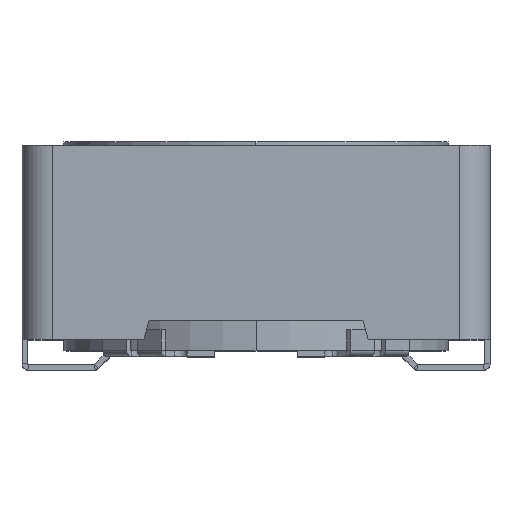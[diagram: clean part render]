
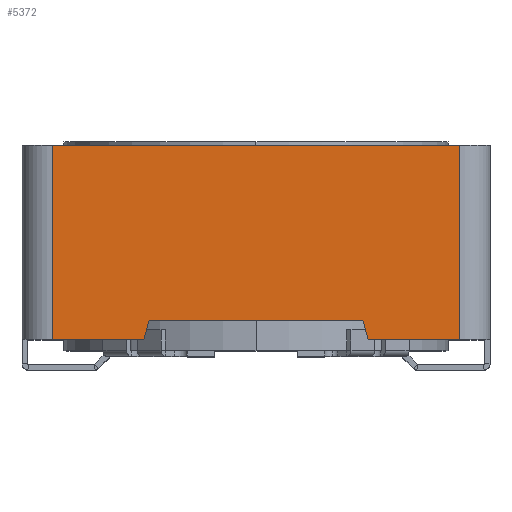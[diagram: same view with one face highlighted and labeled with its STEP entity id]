
A CAD part, top view. The second image highlights one B-rep face of the part: STEP entity #5372.
In plain terms, the highlighted planar face has unit normal (0, 0, 1).
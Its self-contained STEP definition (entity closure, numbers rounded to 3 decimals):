
#12 = ORIENTED_EDGE ( 'NONE', *, *, #3085, .T. ) ;
#227 = DIRECTION ( 'NONE',  ( 0., 0., -1. ) ) ;
#354 = CARTESIAN_POINT ( 'NONE',  ( 2.812, 1.3, 6.15 ) ) ;
#436 = VECTOR ( 'NONE', #1426, 1000. ) ;
#781 = FACE_OUTER_BOUND ( 'NONE', #1170, .T. ) ;
#865 = VECTOR ( 'NONE', #3239, 1000. ) ;
#951 = CARTESIAN_POINT ( 'NONE',  ( 6.15, 0.8, 6.15 ) ) ;
#1170 = EDGE_LOOP ( 'NONE', ( #5282, #5361, #2654, #12, #2495, #3263, #4724, #2231 ) ) ;
#1426 = DIRECTION ( 'NONE',  ( 0., 1., 0. ) ) ;
#1612 = EDGE_CURVE ( 'NONE', #5782, #4225, #4678, .T. ) ;
#1656 = EDGE_CURVE ( 'NONE', #2937, #4225, #5920, .T. ) ;
#1942 = VERTEX_POINT ( 'NONE', #6677 ) ;
#1991 = DIRECTION ( 'NONE',  ( 0., -1., 0. ) ) ;
#2074 = VERTEX_POINT ( 'NONE', #2167 ) ;
#2167 = CARTESIAN_POINT ( 'NONE',  ( -5.35, 0.8, 6.15 ) ) ;
#2231 = ORIENTED_EDGE ( 'NONE', *, *, #1612, .T. ) ;
#2256 = LINE ( 'NONE', #951, #3496 ) ;
#2338 = PLANE ( 'NONE',  #6657 ) ;
#2495 = ORIENTED_EDGE ( 'NONE', *, *, #6070, .F. ) ;
#2654 = ORIENTED_EDGE ( 'NONE', *, *, #6795, .T. ) ;
#2759 = VECTOR ( 'NONE', #4084, 1000. ) ;
#2807 = VECTOR ( 'NONE', #1991, 1000. ) ;
#2937 = VERTEX_POINT ( 'NONE', #6716 ) ;
#3050 = LINE ( 'NONE', #4120, #2807 ) ;
#3085 = EDGE_CURVE ( 'NONE', #5229, #1942, #4200, .T. ) ;
#3180 = VECTOR ( 'NONE', #5298, 1000. ) ;
#3230 = CARTESIAN_POINT ( 'NONE',  ( 2.946, 0.8, 6.15 ) ) ;
#3239 = DIRECTION ( 'NONE',  ( 0.259, 0.966, 0. ) ) ;
#3253 = DIRECTION ( 'NONE',  ( 0.259, -0.966, 0. ) ) ;
#3263 = ORIENTED_EDGE ( 'NONE', *, *, #5758, .T. ) ;
#3346 = CARTESIAN_POINT ( 'NONE',  ( 5.35, 0.8, 6.15 ) ) ;
#3421 = CARTESIAN_POINT ( 'NONE',  ( 6.15, 29.395, 6.15 ) ) ;
#3496 = VECTOR ( 'NONE', #4746, 1000. ) ;
#3770 = CARTESIAN_POINT ( 'NONE',  ( -2.946, 0.8, 6.15 ) ) ;
#3827 = LINE ( 'NONE', #6441, #4410 ) ;
#3953 = DIRECTION ( 'NONE',  ( -1., 0., 0. ) ) ;
#4084 = DIRECTION ( 'NONE',  ( -1., 0., 0. ) ) ;
#4102 = CARTESIAN_POINT ( 'NONE',  ( -2.812, 1.3, 6.15 ) ) ;
#4120 = CARTESIAN_POINT ( 'NONE',  ( -5.35, 29.395, 6.15 ) ) ;
#4200 = LINE ( 'NONE', #4102, #865 ) ;
#4225 = VERTEX_POINT ( 'NONE', #6416 ) ;
#4410 = VECTOR ( 'NONE', #3253, 1000. ) ;
#4678 = LINE ( 'NONE', #6302, #436 ) ;
#4724 = ORIENTED_EDGE ( 'NONE', *, *, #6111, .T. ) ;
#4746 = DIRECTION ( 'NONE',  ( 1., 0., 0. ) ) ;
#5070 = LINE ( 'NONE', #6746, #2759 ) ;
#5229 = VERTEX_POINT ( 'NONE', #3770 ) ;
#5279 = CARTESIAN_POINT ( 'NONE',  ( -5.35, 5.9, 6.15 ) ) ;
#5282 = ORIENTED_EDGE ( 'NONE', *, *, #1656, .F. ) ;
#5298 = DIRECTION ( 'NONE',  ( 1., 0., 0. ) ) ;
#5361 = ORIENTED_EDGE ( 'NONE', *, *, #5516, .T. ) ;
#5372 = ADVANCED_FACE ( 'NONE', ( #781 ), #2338, .F. ) ;
#5516 = EDGE_CURVE ( 'NONE', #2937, #2074, #3050, .T. ) ;
#5683 = CARTESIAN_POINT ( 'NONE',  ( 6.15, 0.8, 6.15 ) ) ;
#5724 = VERTEX_POINT ( 'NONE', #3230 ) ;
#5734 = VECTOR ( 'NONE', #6768, 1000. ) ;
#5758 = EDGE_CURVE ( 'NONE', #6723, #5724, #3827, .T. ) ;
#5782 = VERTEX_POINT ( 'NONE', #3346 ) ;
#5920 = LINE ( 'NONE', #5279, #3180 ) ;
#6070 = EDGE_CURVE ( 'NONE', #6723, #1942, #5070, .T. ) ;
#6111 = EDGE_CURVE ( 'NONE', #5724, #5782, #6408, .T. ) ;
#6302 = CARTESIAN_POINT ( 'NONE',  ( 5.35, 29.395, 6.15 ) ) ;
#6408 = LINE ( 'NONE', #5683, #5734 ) ;
#6416 = CARTESIAN_POINT ( 'NONE',  ( 5.35, 5.9, 6.15 ) ) ;
#6441 = CARTESIAN_POINT ( 'NONE',  ( 2.812, 1.3, 6.15 ) ) ;
#6657 = AXIS2_PLACEMENT_3D ( 'NONE', #3421, #227, #3953 ) ;
#6677 = CARTESIAN_POINT ( 'NONE',  ( -2.812, 1.3, 6.15 ) ) ;
#6716 = CARTESIAN_POINT ( 'NONE',  ( -5.35, 5.9, 6.15 ) ) ;
#6723 = VERTEX_POINT ( 'NONE', #354 ) ;
#6746 = CARTESIAN_POINT ( 'NONE',  ( -2.812, 1.3, 6.15 ) ) ;
#6768 = DIRECTION ( 'NONE',  ( 1., 0., 0. ) ) ;
#6795 = EDGE_CURVE ( 'NONE', #2074, #5229, #2256, .T. ) ;
